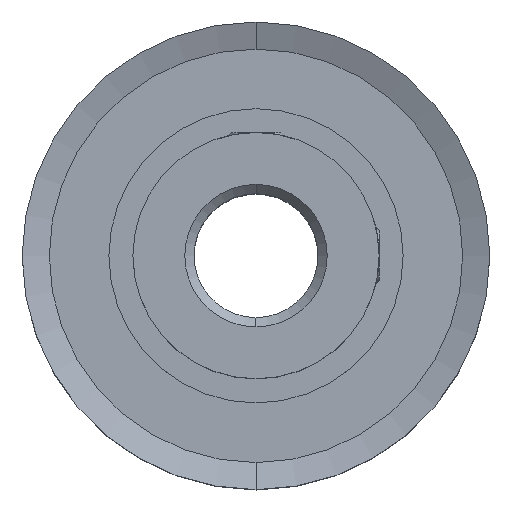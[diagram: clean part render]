
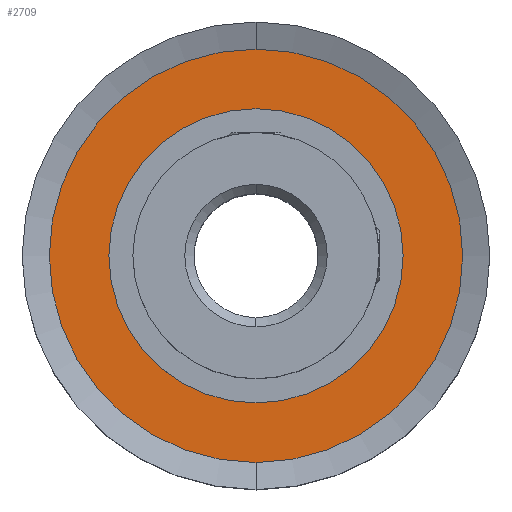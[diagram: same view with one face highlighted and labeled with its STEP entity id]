
A CAD part, top view. The second image highlights one B-rep face of the part: STEP entity #2709.
In plain terms, the highlighted planar face has unit normal (0, 0, 1).
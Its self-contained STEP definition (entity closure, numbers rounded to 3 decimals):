
#469=CARTESIAN_POINT('',(0.,0.,-0.63));
#470=DIRECTION('',(0.,0.,-1.));
#471=DIRECTION('',(1.,0.,0.));
#472=AXIS2_PLACEMENT_3D('',#469,#470,#471);
#478=CARTESIAN_POINT('',(0.,0.,-0.63));
#479=DIRECTION('',(0.,0.,1.));
#480=DIRECTION('',(0.,1.,0.));
#481=AXIS2_PLACEMENT_3D('',#478,#479,#480);
#483=CARTESIAN_POINT('',(0.,0.,-0.63));
#484=DIRECTION('',(0.,0.,-1.));
#485=DIRECTION('',(0.,1.,0.));
#486=AXIS2_PLACEMENT_3D('',#483,#484,#485);
#1712=CARTESIAN_POINT('',(0.,0.,-0.63));
#1713=DIRECTION('',(0.,0.,-1.));
#1714=DIRECTION('',(-1.,0.,0.));
#1715=AXIS2_PLACEMENT_3D('',#1712,#1713,#1714);
#2188=CARTESIAN_POINT('',(0.,13.35,-0.63));
#2189=VERTEX_POINT('',#2188);
#2196=CARTESIAN_POINT('',(0.,-13.35,-0.63));
#2197=VERTEX_POINT('',#2196);
#2266=CARTESIAN_POINT('',(9.5,0.,-0.63));
#2267=CARTESIAN_POINT('',(-9.5,0.,-0.63));
#2268=VERTEX_POINT('',#2266);
#2269=VERTEX_POINT('',#2267);
#2693=CARTESIAN_POINT('',(0.,0.,-0.63));
#2694=DIRECTION('',(0.,0.,-1.));
#2695=DIRECTION('',(0.,-1.,0.));
#2696=AXIS2_PLACEMENT_3D('',#2693,#2694,#2695);
#2697=PLANE('',#2696);
#2699=ORIENTED_EDGE('',*,*,#2698,.F.);
#2701=ORIENTED_EDGE('',*,*,#2700,.T.);
#2702=EDGE_LOOP('',(#2699,#2701));
#2703=FACE_OUTER_BOUND('',#2702,.F.);
#2704=ORIENTED_EDGE('',*,*,#2683,.F.);
#2706=ORIENTED_EDGE('',*,*,#2705,.F.);
#2707=EDGE_LOOP('',(#2704,#2706));
#2708=FACE_BOUND('',#2707,.F.);
#473=CIRCLE('',#472,9.5);
#482=CIRCLE('',#481,13.35);
#487=CIRCLE('',#486,13.35);
#1716=CIRCLE('',#1715,9.5);
#2683=EDGE_CURVE('',#2268,#2269,#473,.T.);
#2698=EDGE_CURVE('',#2189,#2197,#482,.T.);
#2700=EDGE_CURVE('',#2189,#2197,#487,.T.);
#2705=EDGE_CURVE('',#2269,#2268,#1716,.T.);
#2709=ADVANCED_FACE('',(#2703,#2708),#2697,.F.);
